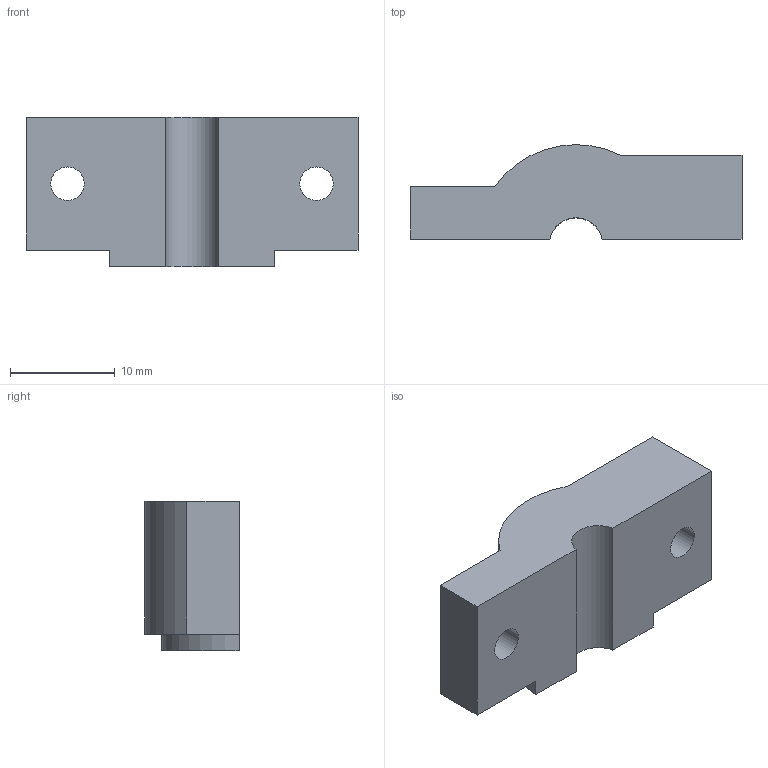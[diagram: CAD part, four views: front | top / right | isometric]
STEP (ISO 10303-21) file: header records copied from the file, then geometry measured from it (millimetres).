
FILE_DESCRIPTION((''),'2;1');
FILE_NAME('_THREAD CLAMP.ipt.step','2013-12-08T06:22:43',(''),(''),'Autodesk Inventor 2013','Autodesk Inventor 2013','');
FILE_SCHEMA(('AUTOMOTIVE_DESIGN { 1 0 10303 214 1 1 1 1 }'));
Length unit declared in the file: inch
Products named in the file (1): _THREAD CLAMP
Bounding box: 31.75 x 9.02 x 14.29 mm (x, y, z)
Volume: 2811.3 mm3; surface area: 1655.9 mm2
Topology: 1 solids, 1 shells, 21 faces, 54 edges, 36 vertices
Faces by surface type: plane 16, cylinder 5
Full cylindrical faces by diameter (mm): 3.2 x2
Entity records: 664 total; most frequent: CARTESIAN_POINT 110, DIRECTION 106, ORIENTED_EDGE 104, EDGE_CURVE 52, VECTOR 42, LINE 42, VERTEX_POINT 36, AXIS2_PLACEMENT_3D 32
